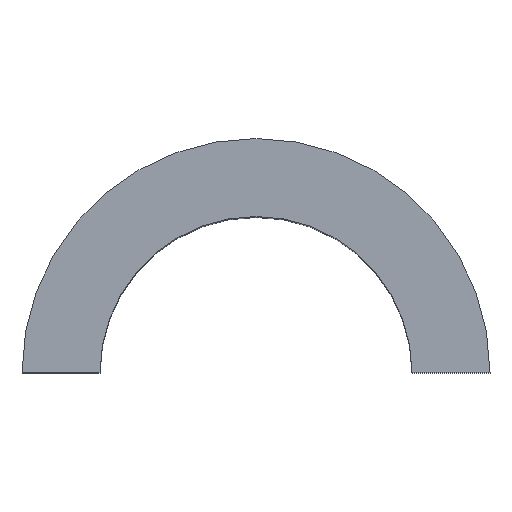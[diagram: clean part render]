
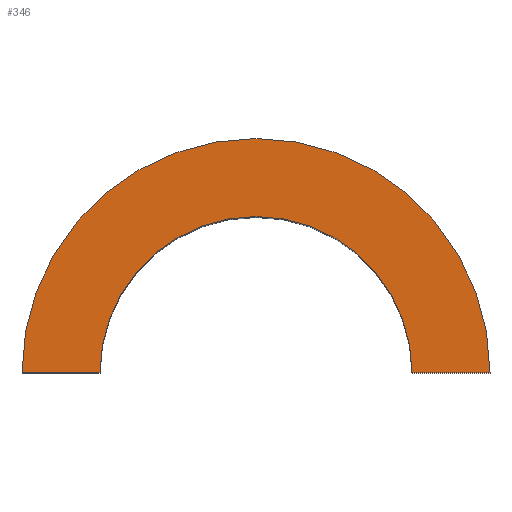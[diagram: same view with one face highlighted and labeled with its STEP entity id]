
A CAD part, top view. The second image highlights one B-rep face of the part: STEP entity #346.
In plain terms, the highlighted planar face has unit normal (0, 0, 1).
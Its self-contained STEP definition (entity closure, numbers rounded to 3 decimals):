
#5 = CARTESIAN_POINT ( 'NONE',  ( -30., 0., 53. ) ) ;
#14 = EDGE_LOOP ( 'NONE', ( #268, #236, #194, #353 ) ) ;
#22 = DIRECTION ( 'NONE',  ( 1., 0., 0. ) ) ;
#44 = CARTESIAN_POINT ( 'NONE',  ( 0., 0., 53. ) ) ;
#59 = CIRCLE ( 'NONE', #318, 30. ) ;
#64 = DIRECTION ( 'NONE',  ( 0., 0., 1. ) ) ;
#75 = VERTEX_POINT ( 'NONE', #202 ) ;
#91 = CARTESIAN_POINT ( 'NONE',  ( 0., 0., 53. ) ) ;
#102 = LINE ( 'NONE', #91, #522 ) ;
#120 = CARTESIAN_POINT ( 'NONE',  ( 0., 0., 53. ) ) ;
#134 = AXIS2_PLACEMENT_3D ( 'NONE', #197, #64, #367 ) ;
#138 = VERTEX_POINT ( 'NONE', #335 ) ;
#139 = AXIS2_PLACEMENT_3D ( 'NONE', #44, #443, #261 ) ;
#146 = VECTOR ( 'NONE', #22, 1000. ) ;
#150 = PLANE ( 'NONE',  #134 ) ;
#181 = VERTEX_POINT ( 'NONE', #552 ) ;
#194 = ORIENTED_EDGE ( 'NONE', *, *, #378, .T. ) ;
#197 = CARTESIAN_POINT ( 'NONE',  ( 0., 0., 53. ) ) ;
#200 = EDGE_CURVE ( 'NONE', #535, #181, #59, .T. ) ;
#202 = CARTESIAN_POINT ( 'NONE',  ( -45., 0., 53. ) ) ;
#236 = ORIENTED_EDGE ( 'NONE', *, *, #506, .F. ) ;
#261 = DIRECTION ( 'NONE',  ( 1., 0., 0. ) ) ;
#268 = ORIENTED_EDGE ( 'NONE', *, *, #519, .T. ) ;
#285 = LINE ( 'NONE', #120, #146 ) ;
#318 = AXIS2_PLACEMENT_3D ( 'NONE', #345, #341, #429 ) ;
#335 = CARTESIAN_POINT ( 'NONE',  ( 45., 0., 53. ) ) ;
#341 = DIRECTION ( 'NONE',  ( 0., 0., -1. ) ) ;
#345 = CARTESIAN_POINT ( 'NONE',  ( 0., 0., 53. ) ) ;
#346 = ADVANCED_FACE ( 'NONE', ( #458 ), #150, .T. ) ;
#353 = ORIENTED_EDGE ( 'NONE', *, *, #200, .T. ) ;
#367 = DIRECTION ( 'NONE',  ( 1., 0., 0. ) ) ;
#378 = EDGE_CURVE ( 'NONE', #75, #535, #285, .T. ) ;
#429 = DIRECTION ( 'NONE',  ( 1., 0., 0. ) ) ;
#443 = DIRECTION ( 'NONE',  ( 0., 0., -1. ) ) ;
#458 = FACE_OUTER_BOUND ( 'NONE', #14, .T. ) ;
#486 = DIRECTION ( 'NONE',  ( 1., 0., 0. ) ) ;
#506 = EDGE_CURVE ( 'NONE', #75, #138, #524, .T. ) ;
#519 = EDGE_CURVE ( 'NONE', #181, #138, #102, .T. ) ;
#522 = VECTOR ( 'NONE', #486, 1000. ) ;
#524 = CIRCLE ( 'NONE', #139, 45. ) ;
#535 = VERTEX_POINT ( 'NONE', #5 ) ;
#552 = CARTESIAN_POINT ( 'NONE',  ( 30., 0., 53. ) ) ;
